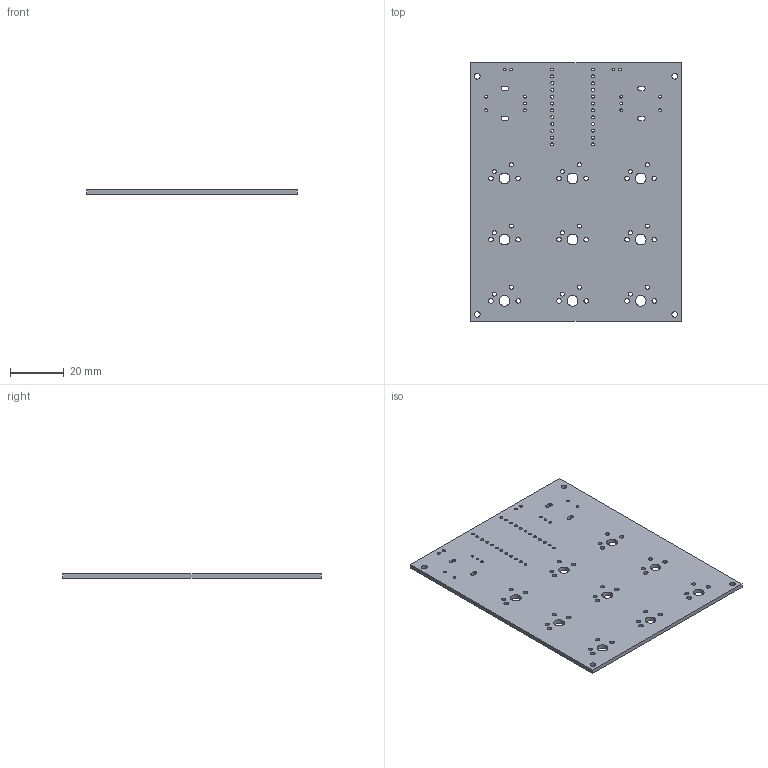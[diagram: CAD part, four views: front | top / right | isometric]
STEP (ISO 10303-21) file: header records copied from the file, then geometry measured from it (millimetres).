
FILE_DESCRIPTION(('KiCad electronic assembly'),'2;1');
FILE_NAME('testkicad.step','2023-09-01T14:06:40',('Pcbnew'),('Kicad'), 'Open CASCADE STEP processor 7.6','KiCad to STEP converter','Unknown' );
FILE_SCHEMA(('AUTOMOTIVE_DESIGN { 1 0 10303 214 1 1 1 1 }'));
Length unit declared in the file: millimetre
Products named in the file (2): testkicad 1; testkicad PCB
Assembly tree (1 placements, depth 2):
  testkicad 1
    testkicad PCB
Bounding box: 78.74 x 96.52 x 1.58 mm (x, y, z)
Volume: 11614.7 mm3; surface area: 16011 mm2
Topology: 1 solids, 1 shells, 213 faces, 633 edges, 422 vertices
Faces by surface type: plane 126, cylinder 87
Full cylindrical faces by diameter (mm): 1 x10, 1.1 x28, 1.5 x18, 1.7 x18, 2.1 x4, 4 x9
Entity records: 16323 total; most frequent: CARTESIAN_POINT 3580, DIRECTION 2329, LINE 1551, VECTOR 1551, ORIENTED_EDGE 1266, PCURVE 1266, DEFINITIONAL_REPRESENTATION 1266, EDGE_CURVE 633
